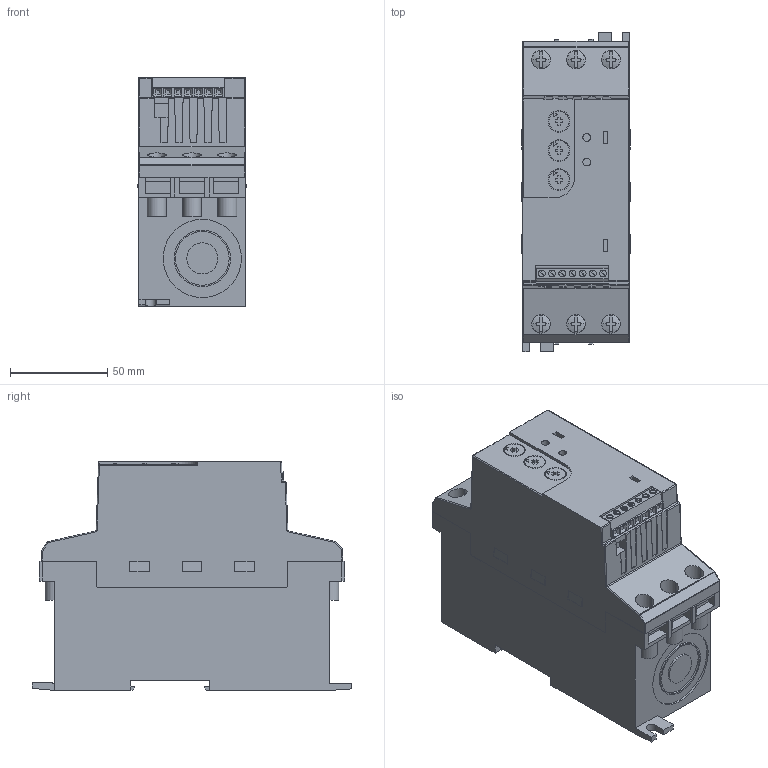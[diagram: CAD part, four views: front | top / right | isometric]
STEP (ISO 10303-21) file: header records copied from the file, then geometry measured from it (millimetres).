
FILE_DESCRIPTION (( 'STEP AP214' ), '1' );
FILE_NAME ('SR22-30.STEP', '2013-12-16T16:08:01', ( '' ), ( '' ), 'SwSTEP 2.0', 'SolidWorks 2013', '' );
FILE_SCHEMA (( 'AUTOMOTIVE_DESIGN' ));
Length unit declared in the file: millimetre
Products named in the file (1): SR22-30
Bounding box: 55.87 x 164.5 x 117.8 mm (x, y, z)
Volume: 813460.5 mm3; surface area: 69574.7 mm2
Topology: 1 solids, 1 shells, 623 faces, 1616 edges, 1048 vertices
Faces by surface type: plane 483, cylinder 110, sphere 25, torus 5
Entity records: 25585 total; most frequent: CARTESIAN_POINT 3398, ORIENTED_EDGE 3224, DIRECTION 3111, EDGE_CURVE 1612, LINE 1285, VECTOR 1285, VERTEX_POINT 1048, AXIS2_PLACEMENT_3D 913
